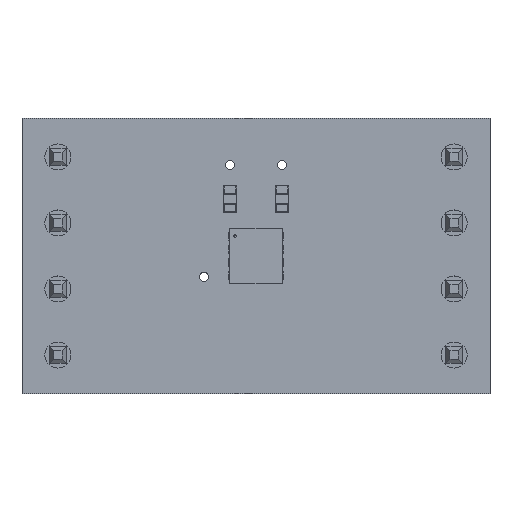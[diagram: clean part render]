
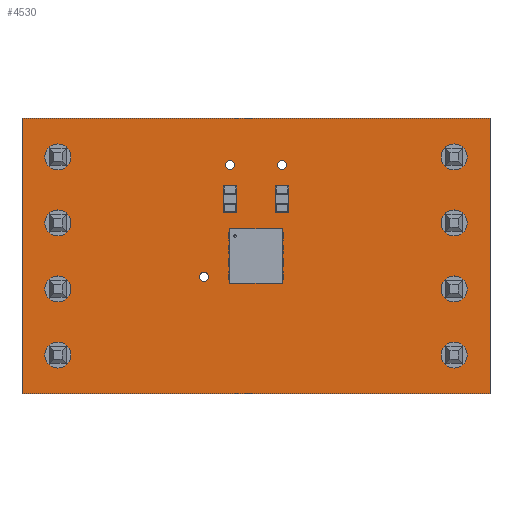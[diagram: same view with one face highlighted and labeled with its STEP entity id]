
A CAD part, top view. The second image highlights one B-rep face of the part: STEP entity #4530.
In plain terms, the highlighted planar face has unit normal (0, 0, 1).
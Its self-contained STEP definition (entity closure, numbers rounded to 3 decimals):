
#77=FACE_BOUND('',#617,.T.);
#78=FACE_BOUND('',#618,.T.);
#79=FACE_BOUND('',#619,.T.);
#80=FACE_BOUND('',#620,.T.);
#81=FACE_BOUND('',#621,.T.);
#82=FACE_BOUND('',#622,.T.);
#83=FACE_BOUND('',#623,.T.);
#84=FACE_BOUND('',#624,.T.);
#85=FACE_BOUND('',#625,.T.);
#86=FACE_BOUND('',#626,.T.);
#87=FACE_BOUND('',#627,.T.);
#88=FACE_BOUND('',#628,.T.);
#89=FACE_BOUND('',#629,.T.);
#117=PLANE('',#4888);
#346=FACE_OUTER_BOUND('',#616,.T.);
#616=EDGE_LOOP('',(#3065,#3066,#3067,#3068));
#617=EDGE_LOOP('',(#3069));
#618=EDGE_LOOP('',(#3070));
#619=EDGE_LOOP('',(#3071));
#620=EDGE_LOOP('',(#3072));
#621=EDGE_LOOP('',(#3073));
#622=EDGE_LOOP('',(#3074));
#623=EDGE_LOOP('',(#3075));
#624=EDGE_LOOP('',(#3076));
#625=EDGE_LOOP('',(#3077));
#626=EDGE_LOOP('',(#3078));
#627=EDGE_LOOP('',(#3079));
#628=EDGE_LOOP('',(#3080));
#629=EDGE_LOOP('',(#3081));
#920=LINE('',#6531,#1444);
#923=LINE('',#6537,#1447);
#926=LINE('',#6543,#1450);
#929=LINE('',#6547,#1453);
#1444=VECTOR('',#5302,10.);
#1447=VECTOR('',#5307,10.);
#1450=VECTOR('',#5312,10.);
#1453=VECTOR('',#5317,10.);
#1954=CIRCLE('',#4847,0.165);
#1956=CIRCLE('',#4850,0.5);
#1958=CIRCLE('',#4853,0.5);
#1960=CIRCLE('',#4856,0.5);
#1962=CIRCLE('',#4859,0.5);
#1964=CIRCLE('',#4862,0.175);
#1966=CIRCLE('',#4865,0.175);
#1968=CIRCLE('',#4868,0.5);
#1970=CIRCLE('',#4871,0.5);
#1972=CIRCLE('',#4874,0.175);
#1974=CIRCLE('',#4877,0.5);
#1976=CIRCLE('',#4880,0.5);
#1978=CIRCLE('',#4883,0.165);
#2030=VERTEX_POINT('',#6449);
#2032=VERTEX_POINT('',#6455);
#2034=VERTEX_POINT('',#6461);
#2036=VERTEX_POINT('',#6467);
#2038=VERTEX_POINT('',#6473);
#2040=VERTEX_POINT('',#6479);
#2042=VERTEX_POINT('',#6485);
#2044=VERTEX_POINT('',#6491);
#2046=VERTEX_POINT('',#6497);
#2048=VERTEX_POINT('',#6503);
#2050=VERTEX_POINT('',#6509);
#2052=VERTEX_POINT('',#6515);
#2054=VERTEX_POINT('',#6521);
#2057=VERTEX_POINT('',#6528);
#2058=VERTEX_POINT('',#6530);
#2060=VERTEX_POINT('',#6536);
#2062=VERTEX_POINT('',#6542);
#2399=EDGE_CURVE('',#2030,#2030,#1954,.T.);
#2402=EDGE_CURVE('',#2032,#2032,#1956,.T.);
#2405=EDGE_CURVE('',#2034,#2034,#1958,.T.);
#2408=EDGE_CURVE('',#2036,#2036,#1960,.T.);
#2411=EDGE_CURVE('',#2038,#2038,#1962,.T.);
#2414=EDGE_CURVE('',#2040,#2040,#1964,.T.);
#2417=EDGE_CURVE('',#2042,#2042,#1966,.T.);
#2420=EDGE_CURVE('',#2044,#2044,#1968,.T.);
#2423=EDGE_CURVE('',#2046,#2046,#1970,.T.);
#2426=EDGE_CURVE('',#2048,#2048,#1972,.T.);
#2429=EDGE_CURVE('',#2050,#2050,#1974,.T.);
#2432=EDGE_CURVE('',#2052,#2052,#1976,.T.);
#2435=EDGE_CURVE('',#2054,#2054,#1978,.T.);
#2438=EDGE_CURVE('',#2058,#2057,#920,.T.);
#2441=EDGE_CURVE('',#2060,#2058,#923,.T.);
#2444=EDGE_CURVE('',#2062,#2060,#926,.T.);
#2447=EDGE_CURVE('',#2057,#2062,#929,.T.);
#3065=ORIENTED_EDGE('',*,*,#2447,.T.);
#3066=ORIENTED_EDGE('',*,*,#2444,.T.);
#3067=ORIENTED_EDGE('',*,*,#2441,.T.);
#3068=ORIENTED_EDGE('',*,*,#2438,.T.);
#3069=ORIENTED_EDGE('',*,*,#2399,.T.);
#3070=ORIENTED_EDGE('',*,*,#2402,.T.);
#3071=ORIENTED_EDGE('',*,*,#2405,.T.);
#3072=ORIENTED_EDGE('',*,*,#2408,.T.);
#3073=ORIENTED_EDGE('',*,*,#2411,.T.);
#3074=ORIENTED_EDGE('',*,*,#2414,.T.);
#3075=ORIENTED_EDGE('',*,*,#2417,.T.);
#3076=ORIENTED_EDGE('',*,*,#2420,.T.);
#3077=ORIENTED_EDGE('',*,*,#2423,.T.);
#3078=ORIENTED_EDGE('',*,*,#2426,.T.);
#3079=ORIENTED_EDGE('',*,*,#2429,.T.);
#3080=ORIENTED_EDGE('',*,*,#2432,.T.);
#3081=ORIENTED_EDGE('',*,*,#2435,.T.);
#4530=ADVANCED_FACE('',(#346,#77,#78,#79,#80,#81,#82,#83,#84,#85,#86,#87,
#88,#89),#117,.T.);
#4847=AXIS2_PLACEMENT_3D('',#6451,#5212,#5213);
#4850=AXIS2_PLACEMENT_3D('',#6457,#5219,#5220);
#4853=AXIS2_PLACEMENT_3D('',#6463,#5226,#5227);
#4856=AXIS2_PLACEMENT_3D('',#6469,#5233,#5234);
#4859=AXIS2_PLACEMENT_3D('',#6475,#5240,#5241);
#4862=AXIS2_PLACEMENT_3D('',#6481,#5247,#5248);
#4865=AXIS2_PLACEMENT_3D('',#6487,#5254,#5255);
#4868=AXIS2_PLACEMENT_3D('',#6493,#5261,#5262);
#4871=AXIS2_PLACEMENT_3D('',#6499,#5268,#5269);
#4874=AXIS2_PLACEMENT_3D('',#6505,#5275,#5276);
#4877=AXIS2_PLACEMENT_3D('',#6511,#5282,#5283);
#4880=AXIS2_PLACEMENT_3D('',#6517,#5289,#5290);
#4883=AXIS2_PLACEMENT_3D('',#6523,#5296,#5297);
#4888=AXIS2_PLACEMENT_3D('',#6548,#5318,#5319);
#5212=DIRECTION('center_axis',(0.,0.,-1.));
#5213=DIRECTION('ref_axis',(1.,0.,0.));
#5219=DIRECTION('center_axis',(0.,0.,-1.));
#5220=DIRECTION('ref_axis',(-1.,0.,0.));
#5226=DIRECTION('center_axis',(0.,0.,-1.));
#5227=DIRECTION('ref_axis',(-1.,0.,0.));
#5233=DIRECTION('center_axis',(0.,0.,-1.));
#5234=DIRECTION('ref_axis',(-1.,0.,0.));
#5240=DIRECTION('center_axis',(0.,0.,-1.));
#5241=DIRECTION('ref_axis',(-1.,0.,0.));
#5247=DIRECTION('center_axis',(0.,0.,-1.));
#5248=DIRECTION('ref_axis',(1.,0.,0.));
#5254=DIRECTION('center_axis',(0.,0.,-1.));
#5255=DIRECTION('ref_axis',(1.,0.,0.));
#5261=DIRECTION('center_axis',(0.,0.,-1.));
#5262=DIRECTION('ref_axis',(-1.,0.,0.));
#5268=DIRECTION('center_axis',(0.,0.,-1.));
#5269=DIRECTION('ref_axis',(-1.,0.,0.));
#5275=DIRECTION('center_axis',(0.,0.,-1.));
#5276=DIRECTION('ref_axis',(1.,0.,0.));
#5282=DIRECTION('center_axis',(0.,0.,-1.));
#5283=DIRECTION('ref_axis',(-1.,0.,0.));
#5289=DIRECTION('center_axis',(0.,0.,-1.));
#5290=DIRECTION('ref_axis',(-1.,0.,0.));
#5296=DIRECTION('center_axis',(0.,0.,-1.));
#5297=DIRECTION('ref_axis',(1.,0.,0.));
#5302=DIRECTION('',(-1.,0.,0.));
#5307=DIRECTION('',(0.,1.,0.));
#5312=DIRECTION('',(1.,0.,0.));
#5317=DIRECTION('',(0.,-1.,0.));
#5318=DIRECTION('center_axis',(0.,0.,1.));
#5319=DIRECTION('ref_axis',(1.,0.,0.));
#6449=CARTESIAN_POINT('',(-0.165,-0.38,1.671));
#6451=CARTESIAN_POINT('Origin',(0.,-0.38,1.671));
#6455=CARTESIAN_POINT('',(8.12,-1.27,1.671));
#6457=CARTESIAN_POINT('Origin',(7.62,-1.27,1.671));
#6461=CARTESIAN_POINT('',(8.12,3.81,1.671));
#6463=CARTESIAN_POINT('Origin',(7.62,3.81,1.671));
#6467=CARTESIAN_POINT('',(-7.12,-3.81,1.671));
#6469=CARTESIAN_POINT('Origin',(-7.62,-3.81,1.671));
#6473=CARTESIAN_POINT('',(-7.12,1.27,1.671));
#6475=CARTESIAN_POINT('Origin',(-7.62,1.27,1.671));
#6479=CARTESIAN_POINT('',(0.825,3.5,1.671));
#6481=CARTESIAN_POINT('Origin',(1.,3.5,1.671));
#6485=CARTESIAN_POINT('',(-1.175,3.5,1.671));
#6487=CARTESIAN_POINT('Origin',(-1.,3.5,1.671));
#6491=CARTESIAN_POINT('',(-7.12,3.81,1.671));
#6493=CARTESIAN_POINT('Origin',(-7.62,3.81,1.671));
#6497=CARTESIAN_POINT('',(-7.12,-1.27,1.671));
#6499=CARTESIAN_POINT('Origin',(-7.62,-1.27,1.671));
#6503=CARTESIAN_POINT('',(-2.175,-0.8,1.671));
#6505=CARTESIAN_POINT('Origin',(-2.,-0.8,1.671));
#6509=CARTESIAN_POINT('',(8.12,1.27,1.671));
#6511=CARTESIAN_POINT('Origin',(7.62,1.27,1.671));
#6515=CARTESIAN_POINT('',(8.12,-3.81,1.671));
#6517=CARTESIAN_POINT('Origin',(7.62,-3.81,1.671));
#6521=CARTESIAN_POINT('',(-0.165,0.37,1.671));
#6523=CARTESIAN_POINT('Origin',(0.,0.37,1.671));
#6528=CARTESIAN_POINT('',(-9.,5.3,1.671));
#6530=CARTESIAN_POINT('',(9.,5.3,1.671));
#6531=CARTESIAN_POINT('',(9.,5.3,1.671));
#6536=CARTESIAN_POINT('',(9.,-5.3,1.671));
#6537=CARTESIAN_POINT('',(9.,-5.3,1.671));
#6542=CARTESIAN_POINT('',(-9.,-5.3,1.671));
#6543=CARTESIAN_POINT('',(-9.,-5.3,1.671));
#6547=CARTESIAN_POINT('',(-9.,5.3,1.671));
#6548=CARTESIAN_POINT('Origin',(0.,0.,1.671));
